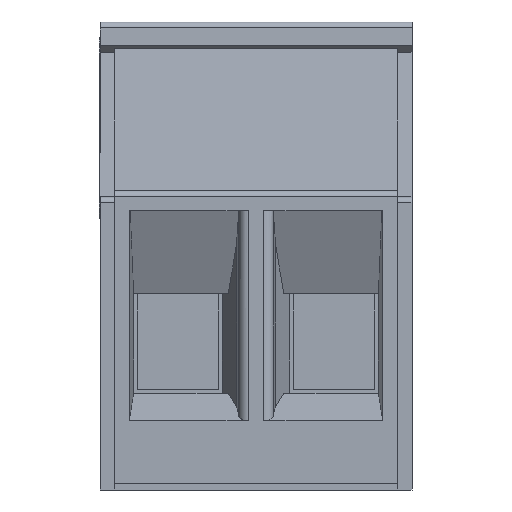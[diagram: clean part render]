
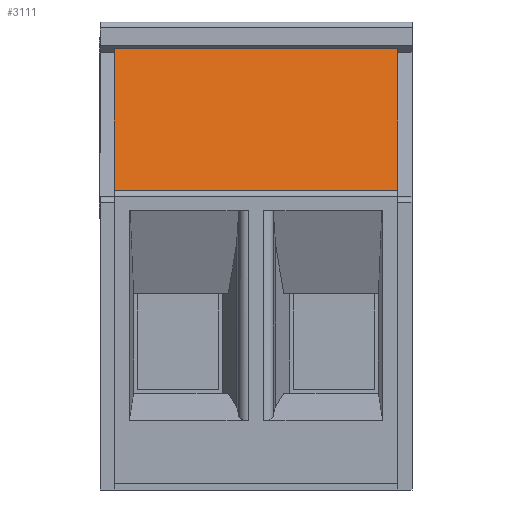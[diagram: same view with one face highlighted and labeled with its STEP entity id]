
A CAD part, front view. The second image highlights one B-rep face of the part: STEP entity #3111.
In plain terms, the highlighted planar face has unit normal (0, -0.985, 0.174).
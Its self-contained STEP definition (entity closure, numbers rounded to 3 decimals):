
#3111=ADVANCED_FACE('',(#7779),#7780,.T.);
#3953=EDGE_CURVE('',#9087,#9090,#9091,.T.);
#5799=EDGE_CURVE('',#9087,#11529,#11530,.T.);
#5857=EDGE_CURVE('',#9090,#11597,#11598,.T.);
#5859=EDGE_CURVE('',#11529,#11597,#11600,.T.);
#7779=FACE_OUTER_BOUND('',#13622,.T.);
#7780=PLANE('',#13623);
#9087=VERTEX_POINT('',#15427);
#9090=VERTEX_POINT('',#15432);
#9091=LINE('',#15433,#15434);
#11529=VERTEX_POINT('',#19641);
#11530=LINE('',#19642,#19643);
#11597=VERTEX_POINT('',#19765);
#11598=LINE('',#19766,#19767);
#11600=LINE('',#19770,#19771);
#13622=EDGE_LOOP('',(#25008,#25009,#25010,#25011));
#13623=AXIS2_PLACEMENT_3D('',#25012,#25013,#25014);
#15427=CARTESIAN_POINT('',(9.55,0.872,14.15));
#15432=CARTESIAN_POINT('',(9.55,0.07,9.6));
#15433=CARTESIAN_POINT('',(9.55,0.872,14.15));
#15434=VECTOR('',#26992,1.0);
#19641=CARTESIAN_POINT('',(0.45,0.872,14.15));
#19642=CARTESIAN_POINT('',(2.5,0.872,14.15));
#19643=VECTOR('',#28073,1.0);
#19765=CARTESIAN_POINT('',(0.45,0.07,9.6));
#19766=CARTESIAN_POINT('',(2.5,0.07,9.6));
#19767=VECTOR('',#28106,1.0);
#19770=CARTESIAN_POINT('',(0.45,0.872,14.15));
#19771=VECTOR('',#28107,1.0);
#25008=ORIENTED_EDGE('',*,*,#5857,.F.);
#25009=ORIENTED_EDGE('',*,*,#3953,.F.);
#25010=ORIENTED_EDGE('',*,*,#5799,.T.);
#25011=ORIENTED_EDGE('',*,*,#5859,.T.);
#25012=CARTESIAN_POINT('',(0.399,0.892,14.264));
#25013=DIRECTION('',(0.0,-0.985,0.174));
#25014=DIRECTION('',(-1.0,0.0,0.0));
#26992=DIRECTION('',(0.0,-0.174,-0.985));
#28073=DIRECTION('',(-1.0,0.0,0.0));
#28106=DIRECTION('',(-1.0,0.0,0.0));
#28107=DIRECTION('',(0.0,-0.174,-0.985));
